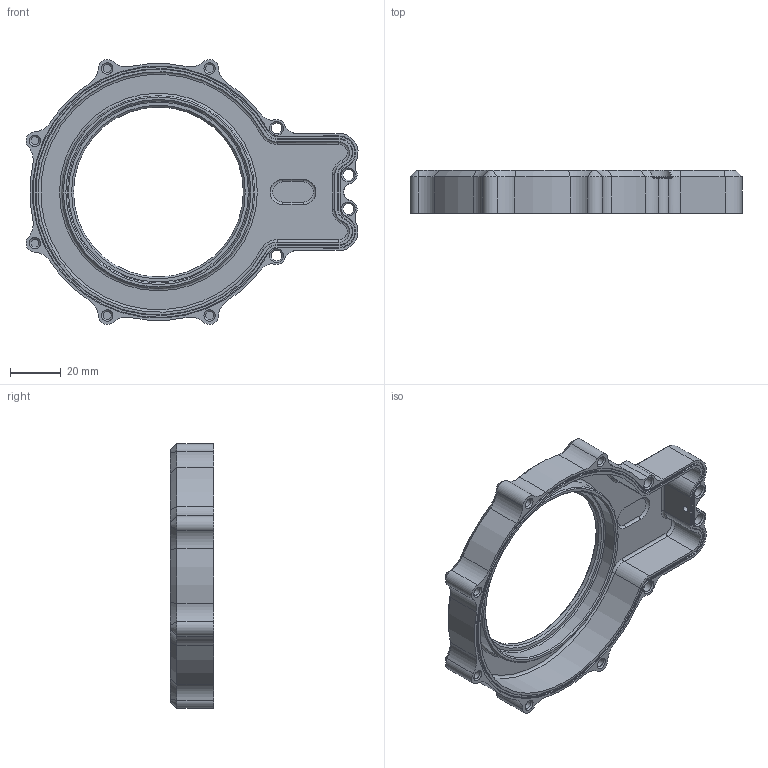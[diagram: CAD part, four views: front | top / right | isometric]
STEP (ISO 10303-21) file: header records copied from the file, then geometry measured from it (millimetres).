
FILE_DESCRIPTION(('STEP AP203'), '1');
FILE_NAME('êðûøêà êîðïóñà', '', ('UNSPECIFIED'), ('UNSPECIFIED'), 'ASCON STEP Converter 1.6', 'ASCON Math Kernel', '');
FILE_SCHEMA(('CONFIG_CONTROL_DESIGN'));
Length unit declared in the file: millimetre
Bounding box: 130.96 x 17 x 104.47 mm (x, y, z)
Volume: 36831.5 mm3; surface area: 29113.9 mm2
Topology: 1 solids, 1 shells, 257 faces, 616 edges, 372 vertices
Faces by surface type: cylinder 91, cone 51, torus 51, plane 34, bspline 28, extrusion 2
Full cylindrical faces by diameter (mm): 2.459 x1, 3.242 x6, 4.3 x4, 67 x1, 72 x1, 76 x1
Entity records: 15236 total; most frequent: CARTESIAN_POINT 7342, DIRECTION 1248, ORIENTED_EDGE 1164, EDGE_CURVE 582, AXIS2_PLACEMENT_3D 546, VERTEX_POINT 372, CIRCLE 318, EDGE_LOOP 314
